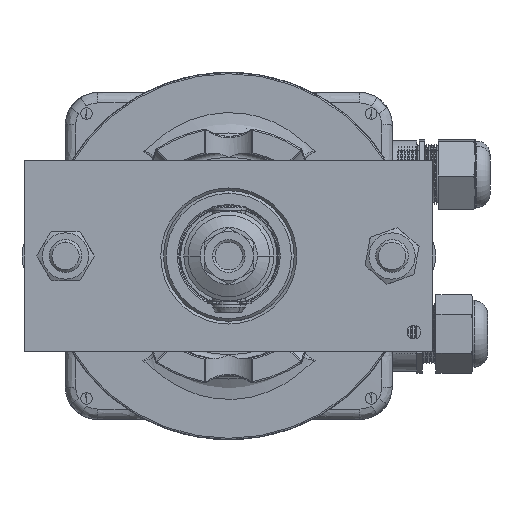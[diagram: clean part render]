
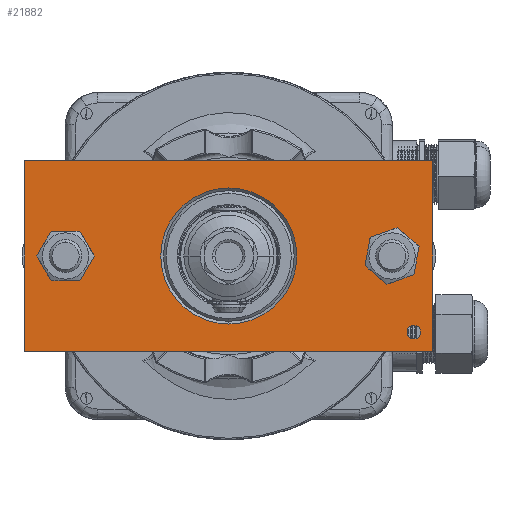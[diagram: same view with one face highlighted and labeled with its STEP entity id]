
A CAD part, front view. The second image highlights one B-rep face of the part: STEP entity #21882.
In plain terms, the highlighted face is planar.
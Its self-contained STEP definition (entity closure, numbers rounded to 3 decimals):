
#3368 = EDGE_CURVE ( 'NONE', #23111, #23106, #11288, .T. ) ;
#3373 = EDGE_CURVE ( 'NONE', #23116, #23117, #11301, .T. ) ;
#3392 = EDGE_CURVE ( 'NONE', #23110, #23135, #11323, .T. ) ;
#3395 = EDGE_CURVE ( 'NONE', #23138, #23131, #11331, .T. ) ;
#3402 = EDGE_CURVE ( 'NONE', #23106, #23111, #11342, .T. ) ;
#3403 = EDGE_CURVE ( 'NONE', #23117, #23116, #11346, .T. ) ;
#3404 = EDGE_CURVE ( 'NONE', #23131, #23138, #11347, .T. ) ;
#3405 = EDGE_CURVE ( 'NONE', #23136, #23141, #11348, .T. ) ;
#3406 = EDGE_CURVE ( 'NONE', #23141, #23143, #11345, .T. ) ;
#3407 = EDGE_CURVE ( 'NONE', #23143, #23144, #11351, .T. ) ;
#3408 = EDGE_CURVE ( 'NONE', #23144, #23136, #11353, .T. ) ;
#3409 = EDGE_CURVE ( 'NONE', #23135, #23110, #11355, .T. ) ;
#6369 = ORIENTED_EDGE ( 'NONE', *, *, #3402, .T. ) ;
#6370 = ORIENTED_EDGE ( 'NONE', *, *, #3368, .T. ) ;
#6372 = ORIENTED_EDGE ( 'NONE', *, *, #3373, .T. ) ;
#6374 = ORIENTED_EDGE ( 'NONE', *, *, #3403, .T. ) ;
#6376 = ORIENTED_EDGE ( 'NONE', *, *, #3395, .F. ) ;
#6377 = ORIENTED_EDGE ( 'NONE', *, *, #3404, .F. ) ;
#6379 = ORIENTED_EDGE ( 'NONE', *, *, #3405, .T. ) ;
#6381 = ORIENTED_EDGE ( 'NONE', *, *, #3406, .T. ) ;
#6383 = ORIENTED_EDGE ( 'NONE', *, *, #3407, .T. ) ;
#6385 = ORIENTED_EDGE ( 'NONE', *, *, #3408, .T. ) ;
#6387 = ORIENTED_EDGE ( 'NONE', *, *, #3392, .F. ) ;
#6390 = ORIENTED_EDGE ( 'NONE', *, *, #3409, .F. ) ;
#11288 = CIRCLE ( 'NONE', #27982, 2.5 ) ;
#11301 = CIRCLE ( 'NONE', #27985, 25. ) ;
#11323 = CIRCLE ( 'NONE', #27993, 6.1 ) ;
#11331 = CIRCLE ( 'NONE', #27994, 6.1 ) ;
#11342 = CIRCLE ( 'NONE', #27995, 2.5 ) ;
#11345 = LINE ( 'NONE', #13318, #11352 ) ;
#11346 = CIRCLE ( 'NONE', #27996, 25. ) ;
#11347 = CIRCLE ( 'NONE', #27997, 6.1 ) ;
#11348 = LINE ( 'NONE', #13309, #11350 ) ;
#11350 = VECTOR ( 'NONE', #13310, 1000. ) ;
#11351 = LINE ( 'NONE', #13328, #11354 ) ;
#11352 = VECTOR ( 'NONE', #13325, 1000. ) ;
#11353 = LINE ( 'NONE', #13332, #11356 ) ;
#11354 = VECTOR ( 'NONE', #13330, 1000. ) ;
#11355 = CIRCLE ( 'NONE', #27998, 6.1 ) ;
#11356 = VECTOR ( 'NONE', #13334, 1000. ) ;
#13075 = CARTESIAN_POINT ( 'NONE',  ( -68., 15., -28. ) ) ;
#13076 = DIRECTION ( 'NONE',  ( 0., -1., 0. ) ) ;
#13077 = DIRECTION ( 'NONE',  ( 0., 0., -1. ) ) ;
#13088 = CARTESIAN_POINT ( 'NONE',  ( 0., 15., 0. ) ) ;
#13089 = DIRECTION ( 'NONE',  ( 0., -1., 0. ) ) ;
#13090 = DIRECTION ( 'NONE',  ( 0., 0., -1. ) ) ;
#13235 = CARTESIAN_POINT ( 'NONE',  ( -60., 15., 0. ) ) ;
#13237 = DIRECTION ( 'NONE',  ( 0., 1., 0. ) ) ;
#13239 = DIRECTION ( 'NONE',  ( 0., 0., -1. ) ) ;
#13250 = CARTESIAN_POINT ( 'NONE',  ( 60., 15., 0. ) ) ;
#13251 = DIRECTION ( 'NONE',  ( 0., 1., 0. ) ) ;
#13253 = DIRECTION ( 'NONE',  ( 0., 0., 1. ) ) ;
#13304 = CARTESIAN_POINT ( 'NONE',  ( -68., 15., -28. ) ) ;
#13305 = DIRECTION ( 'NONE',  ( 0., -1., 0. ) ) ;
#13307 = DIRECTION ( 'NONE',  ( 0., 0., -1. ) ) ;
#13309 = CARTESIAN_POINT ( 'NONE',  ( 75., 15., -35. ) ) ;
#13310 = DIRECTION ( 'NONE',  ( 0., 0., -1. ) ) ;
#13312 = CARTESIAN_POINT ( 'NONE',  ( 0., 15., 0. ) ) ;
#13314 = DIRECTION ( 'NONE',  ( 0., -1., 0. ) ) ;
#13315 = DIRECTION ( 'NONE',  ( 0., 0., -1. ) ) ;
#13318 = CARTESIAN_POINT ( 'NONE',  ( 75., 15., -35. ) ) ;
#13319 = CARTESIAN_POINT ( 'NONE',  ( 60., 15., 0. ) ) ;
#13321 = DIRECTION ( 'NONE',  ( 0., 1., 0. ) ) ;
#13323 = DIRECTION ( 'NONE',  ( 0., 0., 1. ) ) ;
#13325 = DIRECTION ( 'NONE',  ( -1., 0., 0. ) ) ;
#13328 = CARTESIAN_POINT ( 'NONE',  ( -75., 15., -35. ) ) ;
#13330 = DIRECTION ( 'NONE',  ( 0., 0., 1. ) ) ;
#13332 = CARTESIAN_POINT ( 'NONE',  ( 75., 15., 35. ) ) ;
#13334 = DIRECTION ( 'NONE',  ( 1., 0., 0. ) ) ;
#13339 = CARTESIAN_POINT ( 'NONE',  ( -60., 15., 0. ) ) ;
#13340 = DIRECTION ( 'NONE',  ( 0., 1., 0. ) ) ;
#13342 = DIRECTION ( 'NONE',  ( 0., 0., -1. ) ) ;
#21882 = ADVANCED_FACE ( 'NONE', ( #39078, #39082, #39073, #39071, #39080 ), #40913, .F. ) ;
#23106 = VERTEX_POINT ( 'NONE', #43797 ) ;
#23110 = VERTEX_POINT ( 'NONE', #43804 ) ;
#23111 = VERTEX_POINT ( 'NONE', #43806 ) ;
#23116 = VERTEX_POINT ( 'NONE', #43814 ) ;
#23117 = VERTEX_POINT ( 'NONE', #43816 ) ;
#23131 = VERTEX_POINT ( 'NONE', #43843 ) ;
#23135 = VERTEX_POINT ( 'NONE', #43851 ) ;
#23136 = VERTEX_POINT ( 'NONE', #43853 ) ;
#23138 = VERTEX_POINT ( 'NONE', #43857 ) ;
#23141 = VERTEX_POINT ( 'NONE', #43862 ) ;
#23143 = VERTEX_POINT ( 'NONE', #43866 ) ;
#23144 = VERTEX_POINT ( 'NONE', #43868 ) ;
#27982 = AXIS2_PLACEMENT_3D ( 'NONE', #13075, #13076, #13077 ) ;
#27985 = AXIS2_PLACEMENT_3D ( 'NONE', #13088, #13089, #13090 ) ;
#27993 = AXIS2_PLACEMENT_3D ( 'NONE', #13235, #13237, #13239 ) ;
#27994 = AXIS2_PLACEMENT_3D ( 'NONE', #13250, #13251, #13253 ) ;
#27995 = AXIS2_PLACEMENT_3D ( 'NONE', #13304, #13305, #13307 ) ;
#27996 = AXIS2_PLACEMENT_3D ( 'NONE', #13312, #13314, #13315 ) ;
#27997 = AXIS2_PLACEMENT_3D ( 'NONE', #13319, #13321, #13323 ) ;
#27998 = AXIS2_PLACEMENT_3D ( 'NONE', #13339, #13340, #13342 ) ;
#36327 = AXIS2_PLACEMENT_3D ( 'NONE', #40917, #40910, #40921 ) ;
#39071 = FACE_OUTER_BOUND ( 'NONE', #44425, .T. ) ;
#39073 = FACE_BOUND ( 'NONE', #44346, .T. ) ;
#39078 = FACE_BOUND ( 'NONE', #44429, .T. ) ;
#39080 = FACE_BOUND ( 'NONE', #44431, .T. ) ;
#39082 = FACE_BOUND ( 'NONE', #44427, .T. ) ;
#40910 = DIRECTION ( 'NONE',  ( 0., -1., 0. ) ) ;
#40913 = PLANE ( 'NONE',  #36327 ) ;
#40917 = CARTESIAN_POINT ( 'NONE',  ( 0., 15., 0. ) ) ;
#40921 = DIRECTION ( 'NONE',  ( 0., 0., -1. ) ) ;
#43797 = CARTESIAN_POINT ( 'NONE',  ( -68., 15., -30.5 ) ) ;
#43804 = CARTESIAN_POINT ( 'NONE',  ( -60., 15., -6.1 ) ) ;
#43806 = CARTESIAN_POINT ( 'NONE',  ( -68., 15., -25.5 ) ) ;
#43814 = CARTESIAN_POINT ( 'NONE',  ( 0., 15., 25. ) ) ;
#43816 = CARTESIAN_POINT ( 'NONE',  ( 0., 15., -25. ) ) ;
#43843 = CARTESIAN_POINT ( 'NONE',  ( 60., 15., 6.1 ) ) ;
#43851 = CARTESIAN_POINT ( 'NONE',  ( -60., 15., 6.1 ) ) ;
#43853 = CARTESIAN_POINT ( 'NONE',  ( 75., 15., 35. ) ) ;
#43857 = CARTESIAN_POINT ( 'NONE',  ( 60., 15., -6.1 ) ) ;
#43862 = CARTESIAN_POINT ( 'NONE',  ( 75., 15., -35. ) ) ;
#43866 = CARTESIAN_POINT ( 'NONE',  ( -75., 15., -35. ) ) ;
#43868 = CARTESIAN_POINT ( 'NONE',  ( -75., 15., 35. ) ) ;
#44346 = EDGE_LOOP ( 'NONE', ( #6376, #6377 ) ) ;
#44425 = EDGE_LOOP ( 'NONE', ( #6379, #6381, #6383, #6385 ) ) ;
#44427 = EDGE_LOOP ( 'NONE', ( #6372, #6374 ) ) ;
#44429 = EDGE_LOOP ( 'NONE', ( #6369, #6370 ) ) ;
#44431 = EDGE_LOOP ( 'NONE', ( #6387, #6390 ) ) ;
